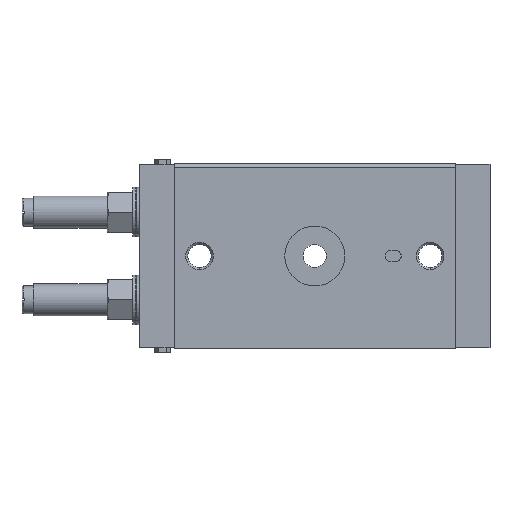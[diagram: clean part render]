
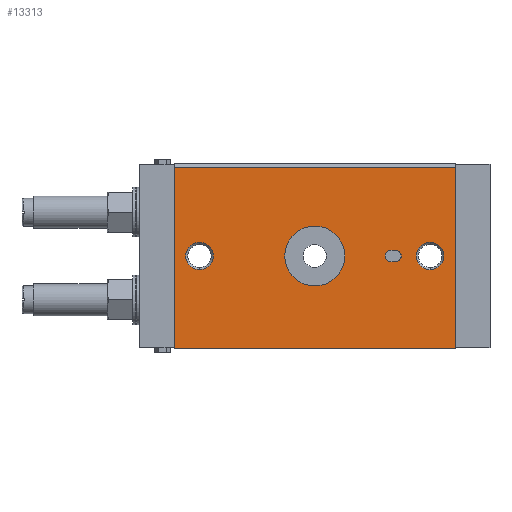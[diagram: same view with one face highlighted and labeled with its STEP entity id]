
A CAD part, front view. The second image highlights one B-rep face of the part: STEP entity #13313.
In plain terms, the highlighted planar face has unit normal (0, -1, 0).
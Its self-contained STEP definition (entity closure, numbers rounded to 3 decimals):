
#186 = DIRECTION ( 'NONE',  ( 0., 0., 1. ) ) ;
#199 = DIRECTION ( 'NONE',  ( 0., 0., 1. ) ) ;
#260 = VERTEX_POINT ( 'NONE', #10846 ) ;
#309 = DIRECTION ( 'NONE',  ( 0., 1., 0. ) ) ;
#349 = DIRECTION ( 'NONE',  ( -1., 0., 0. ) ) ;
#407 = CARTESIAN_POINT ( 'NONE',  ( 0., 0., 0. ) ) ;
#470 = DIRECTION ( 'NONE',  ( 0., 0., -1. ) ) ;
#570 = CARTESIAN_POINT ( 'NONE',  ( 0., 0., -13. ) ) ;
#895 = AXIS2_PLACEMENT_3D ( 'NONE', #2112, #9371, #3162 ) ;
#953 = VERTEX_POINT ( 'NONE', #12572 ) ;
#1144 = VERTEX_POINT ( 'NONE', #11340 ) ;
#1317 = AXIS2_PLACEMENT_3D ( 'NONE', #12600, #6398, #186 ) ;
#1372 = EDGE_CURVE ( 'NONE', #11646, #3636, #6019, .T. ) ;
#1433 = DIRECTION ( 'NONE',  ( 0., 0., -1. ) ) ;
#1615 = CARTESIAN_POINT ( 'NONE',  ( 61., 0., -40. ) ) ;
#1639 = LINE ( 'NONE', #3949, #12339 ) ;
#1689 = CARTESIAN_POINT ( 'NONE',  ( 33., 0., 0. ) ) ;
#1729 = FACE_BOUND ( 'NONE', #7358, .T. ) ;
#1792 = EDGE_CURVE ( 'NONE', #9116, #3613, #7642, .T. ) ;
#1881 = VERTEX_POINT ( 'NONE', #7625 ) ;
#1969 = CARTESIAN_POINT ( 'NONE',  ( 61., 0., 38.586 ) ) ;
#2112 = CARTESIAN_POINT ( 'NONE',  ( 0., 0., 0. ) ) ;
#2458 = DIRECTION ( 'NONE',  ( -1., 0., 0. ) ) ;
#2537 = CIRCLE ( 'NONE', #1317, 6. ) ;
#2749 = DIRECTION ( 'NONE',  ( 0., 0., -1. ) ) ;
#3039 = CIRCLE ( 'NONE', #10381, 2.5 ) ;
#3102 = EDGE_LOOP ( 'NONE', ( #8163, #7302 ) ) ;
#3162 = DIRECTION ( 'NONE',  ( 0., 0., -1. ) ) ;
#3199 = CIRCLE ( 'NONE', #895, 13. ) ;
#3597 = CARTESIAN_POINT ( 'NONE',  ( 61., 0., 38.586 ) ) ;
#3613 = VERTEX_POINT ( 'NONE', #4570 ) ;
#3636 = VERTEX_POINT ( 'NONE', #5620 ) ;
#3670 = VERTEX_POINT ( 'NONE', #12919 ) ;
#3748 = EDGE_LOOP ( 'NONE', ( #9992, #11605, #10478, #6287 ) ) ;
#3934 = LINE ( 'NONE', #1969, #9448 ) ;
#3949 = CARTESIAN_POINT ( 'NONE',  ( 61., 0., 38.586 ) ) ;
#3977 = EDGE_CURVE ( 'NONE', #8806, #12560, #13113, .T. ) ;
#3991 = DIRECTION ( 'NONE',  ( 0., 0., 1. ) ) ;
#4214 = AXIS2_PLACEMENT_3D ( 'NONE', #1689, #8949, #2749 ) ;
#4250 = ORIENTED_EDGE ( 'NONE', *, *, #11980, .F. ) ;
#4266 = EDGE_CURVE ( 'NONE', #7367, #953, #12940, .T. ) ;
#4310 = DIRECTION ( 'NONE',  ( 0., 1., 0. ) ) ;
#4433 = AXIS2_PLACEMENT_3D ( 'NONE', #12614, #6413, #199 ) ;
#4473 = FACE_BOUND ( 'NONE', #3102, .T. ) ;
#4502 = ORIENTED_EDGE ( 'NONE', *, *, #13338, .T. ) ;
#4570 = CARTESIAN_POINT ( 'NONE',  ( 50., 0., -6. ) ) ;
#4753 = EDGE_CURVE ( 'NONE', #12560, #8806, #3199, .T. ) ;
#4854 = CARTESIAN_POINT ( 'NONE',  ( 0., 0., 13. ) ) ;
#4952 = EDGE_LOOP ( 'NONE', ( #4250, #9640, #10124, #8647 ) ) ;
#4997 = VECTOR ( 'NONE', #3991, 1000. ) ;
#5466 = CARTESIAN_POINT ( 'NONE',  ( 61., 0., 38.586 ) ) ;
#5558 = DIRECTION ( 'NONE',  ( 0., 1., 0. ) ) ;
#5620 = CARTESIAN_POINT ( 'NONE',  ( 33., 0., 2.5 ) ) ;
#5967 = CARTESIAN_POINT ( 'NONE',  ( 33., 0., -2.5 ) ) ;
#6019 = LINE ( 'NONE', #6511, #8764 ) ;
#6287 = ORIENTED_EDGE ( 'NONE', *, *, #7329, .T. ) ;
#6329 = EDGE_CURVE ( 'NONE', #3636, #3670, #11904, .T. ) ;
#6370 = AXIS2_PLACEMENT_3D ( 'NONE', #10531, #4310, #11562 ) ;
#6398 = DIRECTION ( 'NONE',  ( 0., 1., 0. ) ) ;
#6413 = DIRECTION ( 'NONE',  ( 0., 1., 0. ) ) ;
#6511 = CARTESIAN_POINT ( 'NONE',  ( 35., 0., 2.5 ) ) ;
#6682 = DIRECTION ( 'NONE',  ( 0., -1., 0. ) ) ;
#6747 = CIRCLE ( 'NONE', #6370, 6. ) ;
#6924 = FACE_OUTER_BOUND ( 'NONE', #3748, .T. ) ;
#7087 = DIRECTION ( 'NONE',  ( 0., 0., -1. ) ) ;
#7302 = ORIENTED_EDGE ( 'NONE', *, *, #4753, .F. ) ;
#7329 = EDGE_CURVE ( 'NONE', #12842, #953, #3934, .T. ) ;
#7358 = EDGE_LOOP ( 'NONE', ( #11023, #8286 ) ) ;
#7367 = VERTEX_POINT ( 'NONE', #9268 ) ;
#7551 = DIRECTION ( 'NONE',  ( 0., 0., 1. ) ) ;
#7625 = CARTESIAN_POINT ( 'NONE',  ( -50., 0., 6. ) ) ;
#7638 = DIRECTION ( 'NONE',  ( 0., -1., 0. ) ) ;
#7642 = CIRCLE ( 'NONE', #4433, 6. ) ;
#7847 = EDGE_CURVE ( 'NONE', #12842, #11381, #1639, .T. ) ;
#7905 = LINE ( 'NONE', #8660, #13088 ) ;
#8052 = DIRECTION ( 'NONE',  ( 1., 0., 0. ) ) ;
#8163 = ORIENTED_EDGE ( 'NONE', *, *, #3977, .F. ) ;
#8286 = ORIENTED_EDGE ( 'NONE', *, *, #9599, .T. ) ;
#8647 = ORIENTED_EDGE ( 'NONE', *, *, #9227, .F. ) ;
#8660 = CARTESIAN_POINT ( 'NONE',  ( -61., 0., -40. ) ) ;
#8728 = EDGE_LOOP ( 'NONE', ( #4502, #11332 ) ) ;
#8731 = LINE ( 'NONE', #5967, #11496 ) ;
#8764 = VECTOR ( 'NONE', #349, 1000. ) ;
#8806 = VERTEX_POINT ( 'NONE', #570 ) ;
#8877 = AXIS2_PLACEMENT_3D ( 'NONE', #407, #7638, #1433 ) ;
#8949 = DIRECTION ( 'NONE',  ( 0., -1., 0. ) ) ;
#9109 = EDGE_CURVE ( 'NONE', #1144, #1881, #2537, .T. ) ;
#9116 = VERTEX_POINT ( 'NONE', #12650 ) ;
#9227 = EDGE_CURVE ( 'NONE', #260, #11646, #3039, .T. ) ;
#9229 = DIRECTION ( 'NONE',  ( -1., 0., 0. ) ) ;
#9268 = CARTESIAN_POINT ( 'NONE',  ( -61., 0., -40. ) ) ;
#9371 = DIRECTION ( 'NONE',  ( 0., -1., 0. ) ) ;
#9448 = VECTOR ( 'NONE', #9229, 1000. ) ;
#9599 = EDGE_CURVE ( 'NONE', #1881, #1144, #6747, .T. ) ;
#9640 = ORIENTED_EDGE ( 'NONE', *, *, #6329, .F. ) ;
#9667 = FACE_BOUND ( 'NONE', #4952, .T. ) ;
#9992 = ORIENTED_EDGE ( 'NONE', *, *, #4266, .F. ) ;
#10124 = ORIENTED_EDGE ( 'NONE', *, *, #1372, .F. ) ;
#10202 = CARTESIAN_POINT ( 'NONE',  ( -61., 0., -39.35 ) ) ;
#10381 = AXIS2_PLACEMENT_3D ( 'NONE', #12886, #6682, #470 ) ;
#10478 = ORIENTED_EDGE ( 'NONE', *, *, #7847, .F. ) ;
#10531 = CARTESIAN_POINT ( 'NONE',  ( -50., 0., 0. ) ) ;
#10846 = CARTESIAN_POINT ( 'NONE',  ( 35., 0., -2.5 ) ) ;
#11023 = ORIENTED_EDGE ( 'NONE', *, *, #9109, .T. ) ;
#11332 = ORIENTED_EDGE ( 'NONE', *, *, #1792, .T. ) ;
#11340 = CARTESIAN_POINT ( 'NONE',  ( -50., 0., -6. ) ) ;
#11381 = VERTEX_POINT ( 'NONE', #1615 ) ;
#11496 = VECTOR ( 'NONE', #8052, 1000. ) ;
#11539 = CARTESIAN_POINT ( 'NONE',  ( 35., 0., 2.5 ) ) ;
#11562 = DIRECTION ( 'NONE',  ( 0., 0., 1. ) ) ;
#11605 = ORIENTED_EDGE ( 'NONE', *, *, #12787, .F. ) ;
#11646 = VERTEX_POINT ( 'NONE', #11539 ) ;
#11780 = CARTESIAN_POINT ( 'NONE',  ( 50., 0., 0. ) ) ;
#11904 = CIRCLE ( 'NONE', #4214, 2.5 ) ;
#11980 = EDGE_CURVE ( 'NONE', #3670, #260, #8731, .T. ) ;
#12108 = CIRCLE ( 'NONE', #12571, 6. ) ;
#12339 = VECTOR ( 'NONE', #7087, 1000. ) ;
#12415 = FACE_BOUND ( 'NONE', #8728, .T. ) ;
#12560 = VERTEX_POINT ( 'NONE', #4854 ) ;
#12571 = AXIS2_PLACEMENT_3D ( 'NONE', #11780, #5558, #12815 ) ;
#12572 = CARTESIAN_POINT ( 'NONE',  ( -61., 0., 38.586 ) ) ;
#12600 = CARTESIAN_POINT ( 'NONE',  ( -50., 0., 0. ) ) ;
#12614 = CARTESIAN_POINT ( 'NONE',  ( 50., 0., 0. ) ) ;
#12650 = CARTESIAN_POINT ( 'NONE',  ( 50., 0., 6. ) ) ;
#12724 = PLANE ( 'NONE',  #13284 ) ;
#12787 = EDGE_CURVE ( 'NONE', #11381, #7367, #7905, .T. ) ;
#12815 = DIRECTION ( 'NONE',  ( 0., 0., 1. ) ) ;
#12842 = VERTEX_POINT ( 'NONE', #3597 ) ;
#12886 = CARTESIAN_POINT ( 'NONE',  ( 35., 0., 0. ) ) ;
#12919 = CARTESIAN_POINT ( 'NONE',  ( 33., 0., -2.5 ) ) ;
#12940 = LINE ( 'NONE', #10202, #4997 ) ;
#13088 = VECTOR ( 'NONE', #2458, 1000. ) ;
#13113 = CIRCLE ( 'NONE', #8877, 13. ) ;
#13284 = AXIS2_PLACEMENT_3D ( 'NONE', #5466, #309, #7551 ) ;
#13313 = ADVANCED_FACE ( 'NONE', ( #12415, #1729, #4473, #9667, #6924 ), #12724, .F. ) ;
#13338 = EDGE_CURVE ( 'NONE', #3613, #9116, #12108, .T. ) ;
